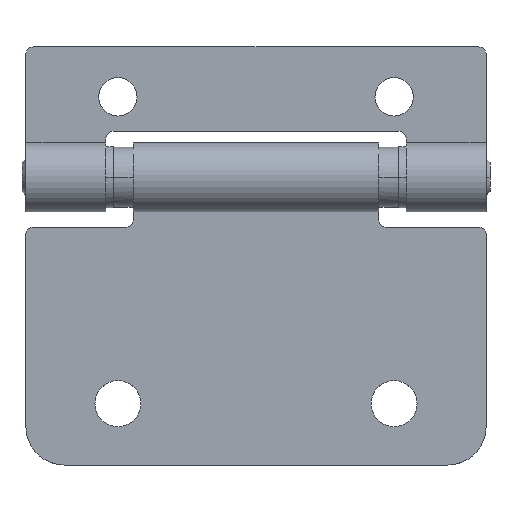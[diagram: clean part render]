
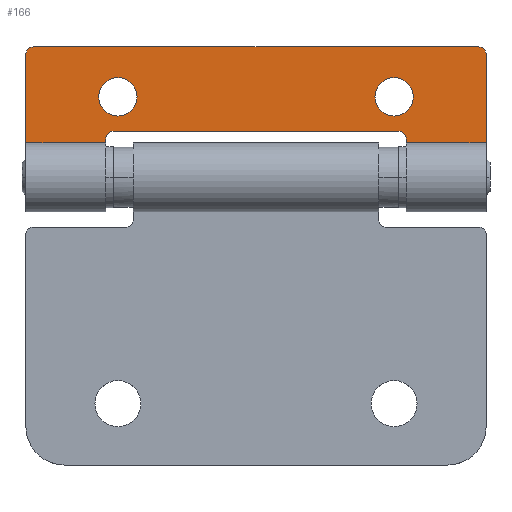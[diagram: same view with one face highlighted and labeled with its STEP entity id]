
A CAD part, top view. The second image highlights one B-rep face of the part: STEP entity #166.
In plain terms, the highlighted planar face has unit normal (0, 0, 1).
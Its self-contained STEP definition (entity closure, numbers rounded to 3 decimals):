
#166=ADVANCED_FACE('',(#359,#360,#361),#358,.F.);
#358=PLANE('',#1537);
#359=FACE_OUTER_BOUND('',#1538,.T.);
#360=FACE_BOUND('',#1539,.T.);
#361=FACE_BOUND('',#1540,.T.);
#1534=CARTESIAN_POINT('',(-3.25,-36.,-9.));
#1535=DIRECTION('',(0.,0.,-1.));
#1536=DIRECTION('',(-1.,0.,0.));
#1537=AXIS2_PLACEMENT_3D('',#1534,#1535,#1536);
#1538=EDGE_LOOP('',(#2237,#2238,#2239,#2240,#2241,#2242,#2243,#2244,#2245,#2246,#2247,#2248));
#1539=EDGE_LOOP('',(#2249,#2250));
#1540=EDGE_LOOP('',(#2251,#2252));
#2237=ORIENTED_EDGE('',*,*,#2913,.F.);
#2238=ORIENTED_EDGE('',*,*,#2914,.T.);
#2239=ORIENTED_EDGE('',*,*,#2915,.T.);
#2240=ORIENTED_EDGE('',*,*,#2916,.T.);
#2241=ORIENTED_EDGE('',*,*,#2917,.T.);
#2242=ORIENTED_EDGE('',*,*,#2918,.F.);
#2243=ORIENTED_EDGE('',*,*,#2919,.F.);
#2244=ORIENTED_EDGE('',*,*,#2920,.T.);
#2245=ORIENTED_EDGE('',*,*,#2921,.F.);
#2246=ORIENTED_EDGE('',*,*,#2922,.T.);
#2247=ORIENTED_EDGE('',*,*,#2923,.F.);
#2248=ORIENTED_EDGE('',*,*,#2912,.F.);
#2249=ORIENTED_EDGE('',*,*,#2924,.T.);
#2250=ORIENTED_EDGE('',*,*,#2925,.T.);
#2251=ORIENTED_EDGE('',*,*,#2926,.T.);
#2252=ORIENTED_EDGE('',*,*,#2927,.T.);
#2912=EDGE_CURVE('',#3446,#3439,#3453,.T.);
#2913=EDGE_CURVE('',#3459,#3446,#3460,.T.);
#2914=EDGE_CURVE('',#3459,#3466,#3467,.T.);
#2915=EDGE_CURVE('',#3466,#3473,#3474,.T.);
#2916=EDGE_CURVE('',#3473,#3480,#3481,.T.);
#2917=EDGE_CURVE('',#3480,#3487,#3488,.T.);
#2918=EDGE_CURVE('',#3494,#3487,#3495,.T.);
#2919=EDGE_CURVE('',#3501,#3494,#3502,.T.);
#2920=EDGE_CURVE('',#3501,#3508,#3509,.T.);
#2921=EDGE_CURVE('',#3515,#3508,#3516,.T.);
#2922=EDGE_CURVE('',#3515,#3522,#3523,.T.);
#2923=EDGE_CURVE('',#3439,#3522,#3529,.T.);
#2924=EDGE_CURVE('',#3535,#3536,#3537,.T.);
#2925=EDGE_CURVE('',#3536,#3535,#3543,.T.);
#2926=EDGE_CURVE('',#3549,#3550,#3551,.T.);
#2927=EDGE_CURVE('',#3550,#3549,#3557,.T.);
#3439=VERTEX_POINT('',#5617);
#3446=VERTEX_POINT('',#5621);
#3453=LINE('',#5625,#5626);
#3459=VERTEX_POINT('',#5628);
#3460=LINE('',#5629,#5630);
#3466=VERTEX_POINT('',#5632);
#3467=CIRCLE('',#5636,1.);
#3473=VERTEX_POINT('',#5637);
#3474=LINE('',#5638,#5639);
#3480=VERTEX_POINT('',#5641);
#3481=CIRCLE('',#5645,1.);
#3487=VERTEX_POINT('',#5646);
#3488=LINE('',#5647,#5648);
#3494=VERTEX_POINT('',#5650);
#3495=LINE('',#5651,#5652);
#3501=VERTEX_POINT('',#5654);
#3502=LINE('',#5655,#5656);
#3508=VERTEX_POINT('',#5658);
#3509=CIRCLE('',#5662,1.);
#3515=VERTEX_POINT('',#5663);
#3516=LINE('',#5664,#5665);
#3522=VERTEX_POINT('',#5667);
#3523=CIRCLE('',#5671,1.);
#3529=LINE('',#5672,#5673);
#3535=VERTEX_POINT('',#5675);
#3536=VERTEX_POINT('',#5676);
#3537=CIRCLE('',#5680,2.5);
#3543=CIRCLE('',#5684,2.5);
#3549=VERTEX_POINT('',#5685);
#3550=VERTEX_POINT('',#5686);
#3551=CIRCLE('',#5690,2.5);
#3557=CIRCLE('',#5694,2.5);
#5617=CARTESIAN_POINT('',(-4.5,19.6,-9.));
#5621=CARTESIAN_POINT('',(-4.5,30.,-9.));
#5625=CARTESIAN_POINT('',(-4.5,30.,-9.));
#5626=VECTOR('',#5627,10.4);
#5627=DIRECTION('',(0.,-1.,0.));
#5628=CARTESIAN_POINT('',(-16.,30.,-9.));
#5629=CARTESIAN_POINT('',(-16.,30.,-9.));
#5630=VECTOR('',#5631,11.5);
#5631=DIRECTION('',(1.,0.,0.));
#5632=CARTESIAN_POINT('',(-17.,29.,-9.));
#5633=CARTESIAN_POINT('',(-16.,29.,-9.));
#5634=DIRECTION('',(0.,0.,1.));
#5635=DIRECTION('',(1.,0.,0.));
#5636=AXIS2_PLACEMENT_3D('',#5633,#5634,#5635);
#5637=CARTESIAN_POINT('',(-17.,-29.,-9.));
#5638=CARTESIAN_POINT('',(-17.,29.,-9.));
#5639=VECTOR('',#5640,58.);
#5640=DIRECTION('',(0.,-1.,0.));
#5641=CARTESIAN_POINT('',(-16.,-30.,-9.));
#5642=CARTESIAN_POINT('',(-16.,-29.,-9.));
#5643=DIRECTION('',(0.,0.,1.));
#5644=DIRECTION('',(1.,0.,0.));
#5645=AXIS2_PLACEMENT_3D('',#5642,#5643,#5644);
#5646=CARTESIAN_POINT('',(-4.5,-30.,-9.));
#5647=CARTESIAN_POINT('',(-16.,-30.,-9.));
#5648=VECTOR('',#5649,11.5);
#5649=DIRECTION('',(1.,0.,0.));
#5650=CARTESIAN_POINT('',(-4.5,-19.6,-9.));
#5651=CARTESIAN_POINT('',(-4.5,-19.6,-9.));
#5652=VECTOR('',#5653,10.4);
#5653=DIRECTION('',(0.,-1.,0.));
#5654=CARTESIAN_POINT('',(-5.,-19.6,-9.));
#5655=CARTESIAN_POINT('',(-5.,-19.6,-9.));
#5656=VECTOR('',#5657,0.5);
#5657=DIRECTION('',(1.,0.,0.));
#5658=CARTESIAN_POINT('',(-6.,-18.6,-9.));
#5659=CARTESIAN_POINT('',(-5.,-18.6,-9.));
#5660=DIRECTION('',(0.,0.,-1.));
#5661=DIRECTION('',(1.,0.,0.));
#5662=AXIS2_PLACEMENT_3D('',#5659,#5660,#5661);
#5663=CARTESIAN_POINT('',(-6.,18.6,-9.));
#5664=CARTESIAN_POINT('',(-6.,18.6,-9.));
#5665=VECTOR('',#5666,37.2);
#5666=DIRECTION('',(0.,-1.,0.));
#5667=CARTESIAN_POINT('',(-5.,19.6,-9.));
#5668=CARTESIAN_POINT('',(-5.,18.6,-9.));
#5669=DIRECTION('',(0.,0.,-1.));
#5670=DIRECTION('',(1.,0.,0.));
#5671=AXIS2_PLACEMENT_3D('',#5668,#5669,#5670);
#5672=CARTESIAN_POINT('',(-4.5,19.6,-9.));
#5673=VECTOR('',#5674,0.5);
#5674=DIRECTION('',(-1.,0.,0.));
#5675=CARTESIAN_POINT('',(-13.,-18.,-9.));
#5676=CARTESIAN_POINT('',(-8.,-18.,-9.));
#5677=CARTESIAN_POINT('',(-10.5,-18.,-9.));
#5678=DIRECTION('',(0.,0.,-1.));
#5679=DIRECTION('',(-1.,0.,0.));
#5680=AXIS2_PLACEMENT_3D('',#5677,#5678,#5679);
#5681=CARTESIAN_POINT('',(-10.5,-18.,-9.));
#5682=DIRECTION('',(0.,0.,-1.));
#5683=DIRECTION('',(-1.,0.,0.));
#5684=AXIS2_PLACEMENT_3D('',#5681,#5682,#5683);
#5685=CARTESIAN_POINT('',(-13.,18.,-9.));
#5686=CARTESIAN_POINT('',(-8.,18.,-9.));
#5687=CARTESIAN_POINT('',(-10.5,18.,-9.));
#5688=DIRECTION('',(0.,0.,-1.));
#5689=DIRECTION('',(-1.,0.,0.));
#5690=AXIS2_PLACEMENT_3D('',#5687,#5688,#5689);
#5691=CARTESIAN_POINT('',(-10.5,18.,-9.));
#5692=DIRECTION('',(0.,0.,-1.));
#5693=DIRECTION('',(-1.,0.,0.));
#5694=AXIS2_PLACEMENT_3D('',#5691,#5692,#5693);
